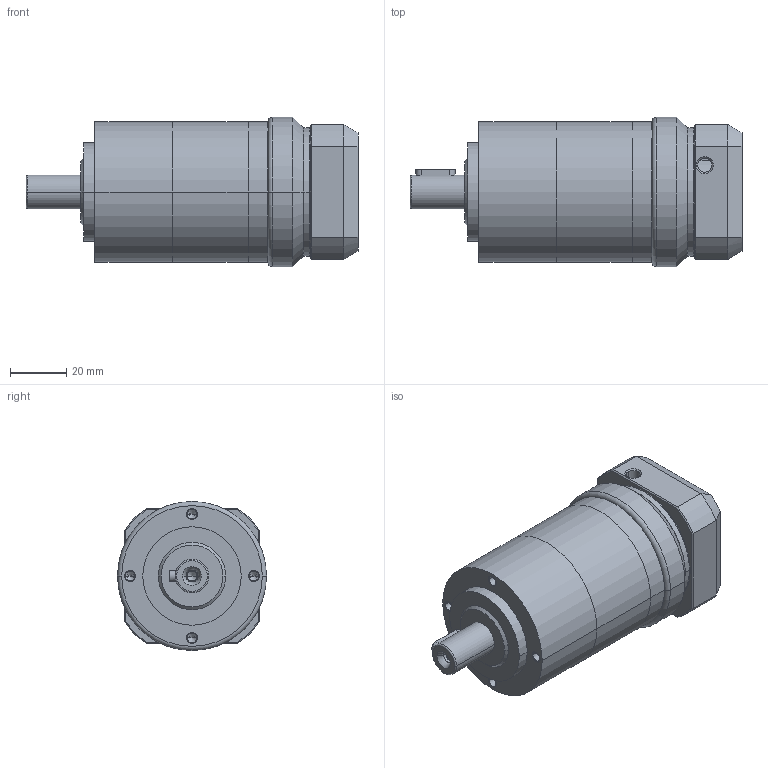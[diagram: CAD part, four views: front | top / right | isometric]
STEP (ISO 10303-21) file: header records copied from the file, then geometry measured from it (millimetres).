
FILE_DESCRIPTION((''),'2;1');
FILE_NAME('AE0502-P0403100302_ASM','2008-09-10T',('d00080'),(''),'PRO/ENGINEER BY PARAMETRIC TECHNOLOGY CORPORATION, 2006170','PRO/ENGINEER BY PARAMETRIC TECHNOLOGY CORPORATION, 2006170','');
FILE_SCHEMA(('CONFIG_CONTROL_DESIGN'));
Length unit declared in the file: millimetre
Products named in the file (7): AE050-2; P241; RG-SET3-1_ASM; P1302100001; COVER-SET-1_ASM; P0403100302; AE0502-P0403100302_ASM
Assembly tree (6 placements, depth 3):
  AE0502-P0403100302_ASM
    AE050-2
    RG-SET3-1_ASM
      P241
    COVER-SET-1_ASM
      P1302100001
    P0403100302
Bounding box: 118 x 53 x 53 mm (x, y, z)
Volume: 176945.2 mm3; surface area: 41072.7 mm2
Topology: 4 solids, 14 shells, 227 faces, 528 edges, 323 vertices
Faces by surface type: cylinder 105, cone 54, plane 52, torus 16
Entity records: 6719 total; most frequent: DIRECTION 1276, CARTESIAN_POINT 1205, ORIENTED_EDGE 980, AXIS2_PLACEMENT_3D 543, EDGE_CURVE 510, VERTEX_POINT 323, CIRCLE 297, EDGE_LOOP 283
